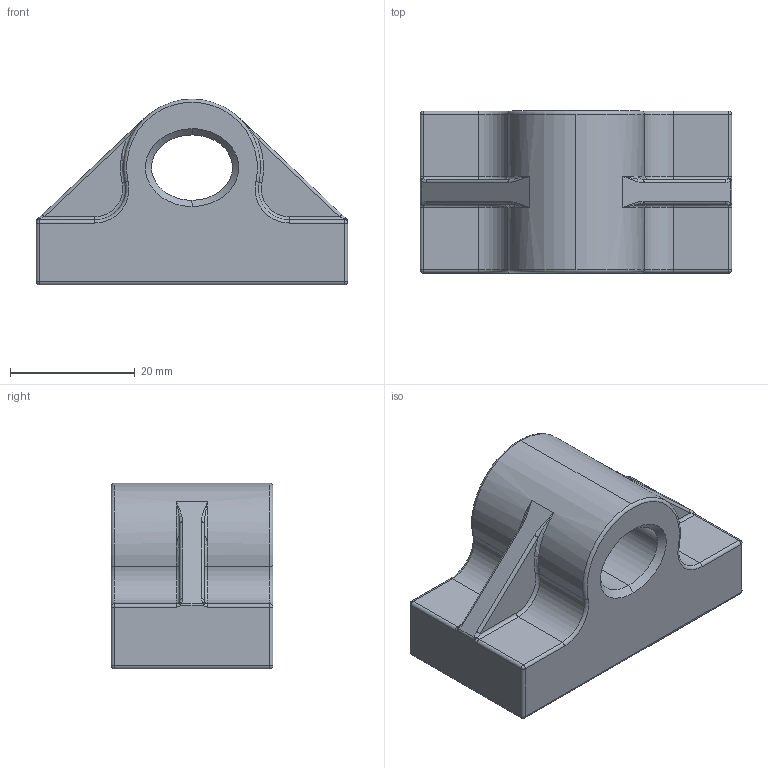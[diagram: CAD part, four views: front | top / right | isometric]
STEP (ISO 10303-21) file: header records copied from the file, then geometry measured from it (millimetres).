
FILE_DESCRIPTION(('CATIA V5 STEP Exchange'),'2;1');
FILE_NAME('EL_01010-Container-mounting-point-rear.v2.stp','2022-11-15T17:30:08+00:00',('none'),('none'),'CATIA Version 5 Release 19 SP 2 (IN-10)','CATIA V5 STEP AP203','none');
FILE_SCHEMA(('CONFIG_CONTROL_DESIGN'));
Length unit declared in the file: millimetre
Products named in the file (1): EL_01010 (Container mounting point rear).v2.0
Bounding box: 50 x 26 x 29.83 mm (x, y, z)
Volume: 21352.1 mm3; surface area: 6524.5 mm2
Topology: 1 solids, 1 shells, 91 faces, 213 edges, 108 vertices
Faces by surface type: cylinder 32, torus 18, plane 15, bspline 12, sphere 12, extrusion 2
Entity records: 3059 total; most frequent: CARTESIAN_POINT 1201, ORIENTED_EDGE 394, DIRECTION 311, EDGE_CURVE 197, AXIS2_PLACEMENT_3D 172, VERTEX_POINT 108, CIRCLE 98, EDGE_LOOP 93
